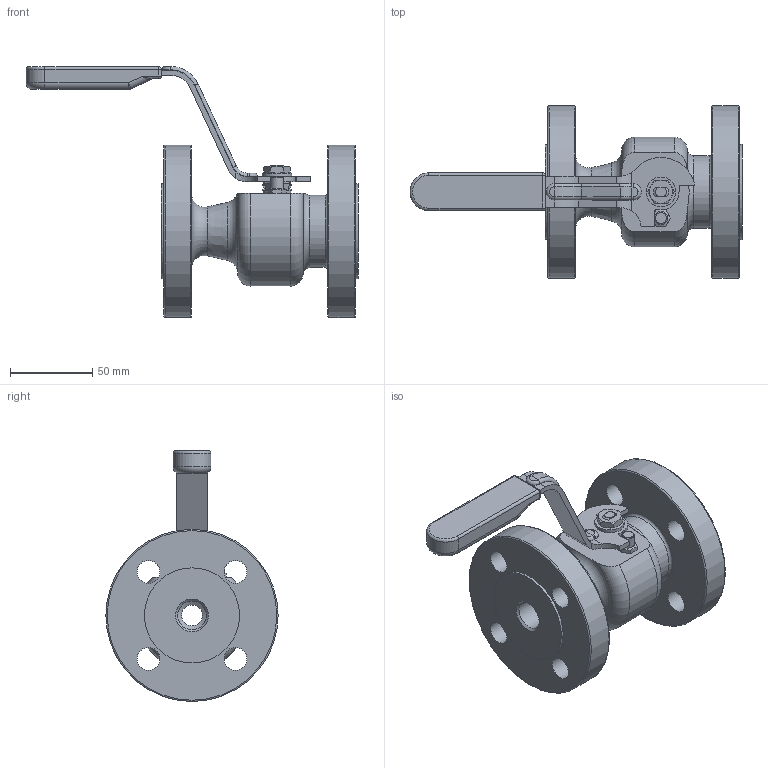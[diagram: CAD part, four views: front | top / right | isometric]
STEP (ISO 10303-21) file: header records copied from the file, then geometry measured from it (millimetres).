
FILE_DESCRIPTION(/* description */ (''),/* implementation_level */ '2;1');
FILE_NAME(/* name */ 'GA-F53-07-D40-W-A-1.stp',/* time_stamp */ '2019-09-18T16:33:22+01:00',/* author */ ('jaday'),/* organization */ (''),/* preprocessor_version */ 'ST-DEVELOPER v16.1',/* originating_system */ 'Autodesk Inventor 2016',/* authorisation */ '');
FILE_SCHEMA (('AUTOMOTIVE_DESIGN { 1 0 10303 214 3 1 1 }'));
Length unit declared in the file: millimetre
Products named in the file (1): GA-F53-07-D40-W-A-1
Bounding box: 202.37 x 105 x 153.04 mm (x, y, z)
Volume: 464771.3 mm3; surface area: 81229.1 mm2
Topology: 1 solids, 1 shells, 283 faces, 720 edges, 432 vertices
Faces by surface type: plane 138, cylinder 76, cone 33, torus 18, bspline 12, sphere 6
Full cylindrical faces by diameter (mm): 7.925 x1, 9.406 x1, 12.675 x1, 14 x8, 17.45 x1, 17.5 x1, 17.6 x1, 18.1 x1, 44 x1, 58 x2, 105 x2
Entity records: 8823 total; most frequent: CARTESIAN_POINT 2001, ORIENTED_EDGE 1342, DIRECTION 1340, EDGE_CURVE 671, AXIS2_PLACEMENT_3D 499, VERTEX_POINT 426, EDGE_LOOP 353, LINE 342
